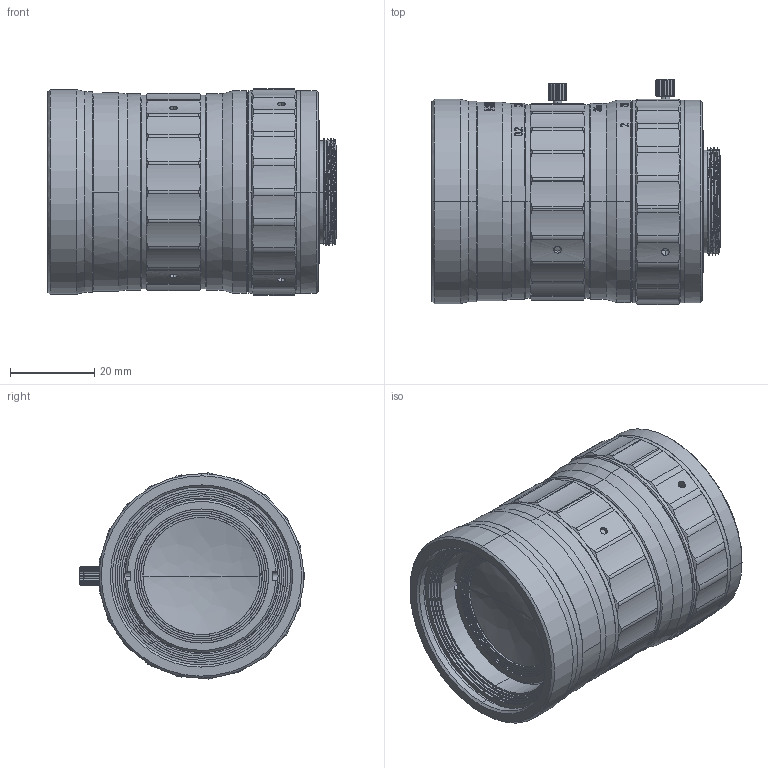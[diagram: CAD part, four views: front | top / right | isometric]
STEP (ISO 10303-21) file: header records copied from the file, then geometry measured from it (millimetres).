
FILE_DESCRIPTION (( 'STEP AP203' ), '1' );
FILE_NAME ('600019.STEP', '2020-12-30T10:35:59', ( '' ), ( '' ), 'SwSTEP 2.0', 'SolidWorks 2019', '' );
FILE_SCHEMA (( 'CONFIG_CONTROL_DESIGN' ));
Products named in the file (1): 600019
Bounding box: 68.33 x 53.5 x 48.88 mm (x, y, z)
Surface area: 27022.8 mm2 (no closed solid volume)
Topology: 0 solids, 9 shells, 1704 faces, 4922 edges, 3343 vertices
Faces by surface type: bspline 1704
Entity records: 84591 total; most frequent: CARTESIAN_POINT 55481, ORIENTED_EDGE 9817, EDGE_CURVE 4913, B_SPLINE_CURVE_WITH_KNOTS 4357, VERTEX_POINT 3343, EDGE_LOOP 1831, ADVANCED_FACE 1704, FACE_OUTER_BOUND 1704
